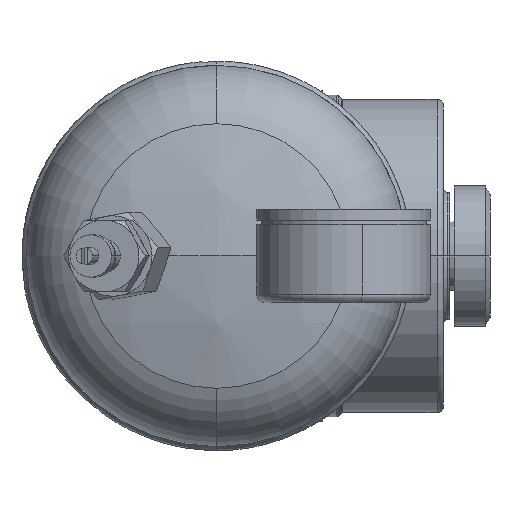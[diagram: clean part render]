
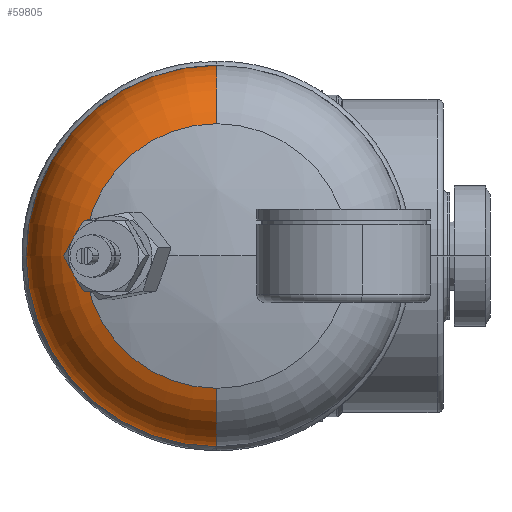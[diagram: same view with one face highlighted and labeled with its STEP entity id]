
A CAD part, front view. The second image highlights one B-rep face of the part: STEP entity #59805.
In plain terms, the highlighted toroidal (fillet/blend) face has major radius 25 mm and minor radius 20 mm.
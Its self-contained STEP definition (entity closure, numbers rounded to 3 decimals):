
#130 = EDGE_CURVE ( 'NONE', #62087, #9452, #27342, .T. ) ;
#1044 = EDGE_LOOP ( 'NONE', ( #21198, #3902, #15194, #58453, #4758 ) ) ;
#1578 = VERTEX_POINT ( 'NONE', #35174 ) ;
#2768 = CARTESIAN_POINT ( 'NONE',  ( -66., -136.742, 31.25 ) ) ;
#3902 = ORIENTED_EDGE ( 'NONE', *, *, #32472, .T. ) ;
#4758 = ORIENTED_EDGE ( 'NONE', *, *, #5947, .F. ) ;
#5939 = AXIS2_PLACEMENT_3D ( 'NONE', #50775, #20446, #55862 ) ;
#5947 = EDGE_CURVE ( 'NONE', #9452, #1578, #40471, .T. ) ;
#9452 = VERTEX_POINT ( 'NONE', #26473 ) ;
#9896 = AXIS2_PLACEMENT_3D ( 'NONE', #40482, #40617, #40766 ) ;
#12093 = EDGE_CURVE ( 'NONE', #23870, #47561, #17049, .T. ) ;
#15194 = ORIENTED_EDGE ( 'NONE', *, *, #12093, .T. ) ;
#17049 = CIRCLE ( 'NONE', #9896, 31.25 ) ;
#20446 = DIRECTION ( 'NONE',  ( 0., 1., 0. ) ) ;
#21198 = ORIENTED_EDGE ( 'NONE', *, *, #130, .F. ) ;
#23781 = AXIS2_PLACEMENT_3D ( 'NONE', #63833, #64212, #64118 ) ;
#23853 = TOROIDAL_SURFACE ( 'NONE', #63243, 25., 20. ) ;
#23870 = VERTEX_POINT ( 'NONE', #58965 ) ;
#25739 = CARTESIAN_POINT ( 'NONE',  ( -66., -117.743, 25. ) ) ;
#25973 = AXIS2_PLACEMENT_3D ( 'NONE', #27180, #43031, #49992 ) ;
#26473 = CARTESIAN_POINT ( 'NONE',  ( -66., -117.743, -45. ) ) ;
#27180 = CARTESIAN_POINT ( 'NONE',  ( -66., -117.743, -25. ) ) ;
#27342 = CIRCLE ( 'NONE', #25973, 20. ) ;
#27522 = CARTESIAN_POINT ( 'NONE',  ( -66., -136.742, -31.25 ) ) ;
#30768 = DIRECTION ( 'NONE',  ( 0., 0., 1. ) ) ;
#32472 = EDGE_CURVE ( 'NONE', #62087, #23870, #59314, .T. ) ;
#35174 = CARTESIAN_POINT ( 'NONE',  ( -66., -117.743, 45. ) ) ;
#40471 = CIRCLE ( 'NONE', #23781, 45. ) ;
#40482 = CARTESIAN_POINT ( 'NONE',  ( -66., -136.742, 0. ) ) ;
#40617 = DIRECTION ( 'NONE',  ( 0., 1., 0. ) ) ;
#40766 = DIRECTION ( 'NONE',  ( 0., 0., 1. ) ) ;
#41969 = DIRECTION ( 'NONE',  ( 0., 1., 0. ) ) ;
#43031 = DIRECTION ( 'NONE',  ( 1., 0., 0. ) ) ;
#44395 = CIRCLE ( 'NONE', #58238, 20. ) ;
#45649 = EDGE_CURVE ( 'NONE', #47561, #1578, #44395, .T. ) ;
#47561 = VERTEX_POINT ( 'NONE', #2768 ) ;
#49203 = FACE_OUTER_BOUND ( 'NONE', #1044, .T. ) ;
#49992 = DIRECTION ( 'NONE',  ( 0., 0., -1. ) ) ;
#50775 = CARTESIAN_POINT ( 'NONE',  ( -66., -136.742, 0. ) ) ;
#52876 = DIRECTION ( 'NONE',  ( 0., 0., 1. ) ) ;
#55862 = DIRECTION ( 'NONE',  ( 0., 0., 1. ) ) ;
#57484 = CARTESIAN_POINT ( 'NONE',  ( -66., -117.743, 0. ) ) ;
#58238 = AXIS2_PLACEMENT_3D ( 'NONE', #25739, #61201, #30768 ) ;
#58453 = ORIENTED_EDGE ( 'NONE', *, *, #45649, .T. ) ;
#58965 = CARTESIAN_POINT ( 'NONE',  ( -97.25, -136.742, 0. ) ) ;
#59314 = CIRCLE ( 'NONE', #5939, 31.25 ) ;
#59805 = ADVANCED_FACE ( 'NONE', ( #49203 ), #23853, .T. ) ;
#61201 = DIRECTION ( 'NONE',  ( -1., 0., 0. ) ) ;
#62087 = VERTEX_POINT ( 'NONE', #27522 ) ;
#63243 = AXIS2_PLACEMENT_3D ( 'NONE', #57484, #41969, #52876 ) ;
#63833 = CARTESIAN_POINT ( 'NONE',  ( -66., -117.743, 0. ) ) ;
#64118 = DIRECTION ( 'NONE',  ( 0., 0., 1. ) ) ;
#64212 = DIRECTION ( 'NONE',  ( 0., 1., 0. ) ) ;
